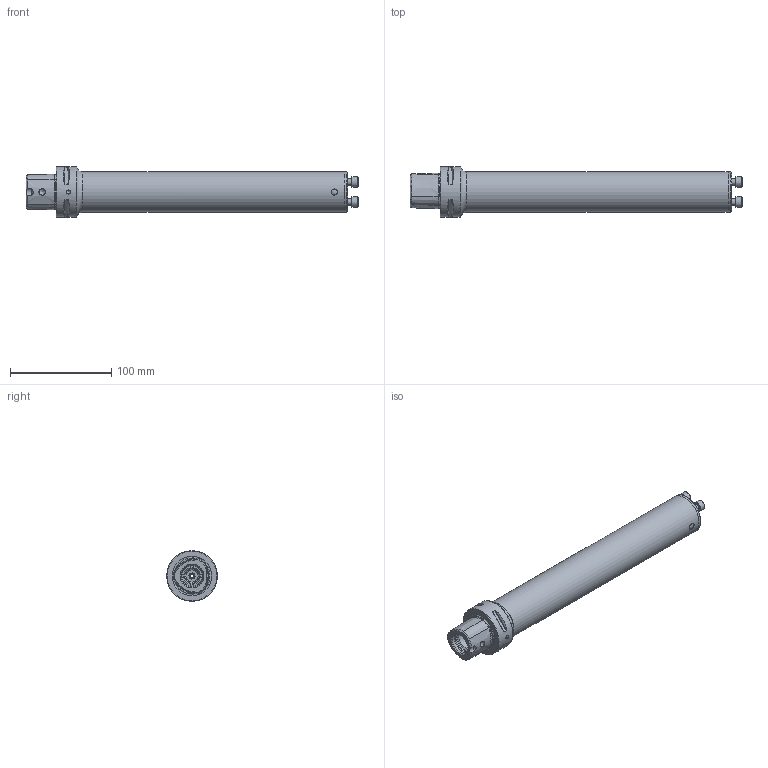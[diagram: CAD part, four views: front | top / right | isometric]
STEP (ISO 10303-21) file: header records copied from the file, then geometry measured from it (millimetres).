
FILE_DESCRIPTION (( 'STEP AP214' ), '1' );
FILE_NAME ('PS5.WK1.WD4.328.STEP', '2022-06-14T07:09:49', ( '' ), ( '' ), 'SwSTEP 2.0', 'SolidWorks 2017', '' );
FILE_SCHEMA (( 'AUTOMOTIVE_DESIGN' ));
Length unit declared in the file: millimetre
Products named in the file (12): PS5-WD4.125.285_A_mit Stiftbohrung; WD4-ER1.034.112_A; WD4-ER1.011.107_A; DIN 3771 - 31x2; DIN 6325_ø6x16-m6_2x6; WD4-ER1.035.019_A; ISO 4762 - M6 x 16; DIN 3771 - 6x1; DIN 3771 - 13x4; WD4-BG1.035.125; WD4-WK1.040.003_A; PS5.WK1.WD4.328
Assembly tree (17 placements, depth 3):
  PS5.WK1.WD4.328
    PS5-WD4.125.285_A_mit Stiftbohrung
    WD4-BG1.035.125
      WD4-ER1.011.107_A
      WD4-ER1.035.019_A  x2
      DIN 3771 - 13x4  x2
      DIN 3771 - 31x2  x2
      WD4-ER1.034.112_A
    WD4-WK1.040.003_A
    DIN 3771 - 6x1
    DIN 6325_ø6x16-m6_2x6  x2
    ISO 4762 - M6 x 16  x3
Bounding box: 328.4 x 50 x 50 mm (x, y, z)
Volume: 364498.9 mm3; surface area: 108802.1 mm2
Topology: 16 solids, 16 shells, 530 faces, 1316 edges, 827 vertices
Faces by surface type: plane 266, cylinder 120, cone 96, torus 44, sphere 4
Full cylindrical faces by diameter (mm): 4 x1, 4.2 x1, 5 x4, 6 x12, 6.1 x2, 7 x2, 7.4 x1, 8 x2, 8.5 x4, 10 x3, 11 x1, 12 x2, 13 x2, 14 x2, 14.5 x1, 21 x4, 24 x1, 31.8 x2, 34 x1, 34.7 x1, 35 x5, 35.2 x2, 40 x2, 50 x1
Entity records: 15580 total; most frequent: CARTESIAN_POINT 5218, ORIENTED_EDGE 1996, DIRECTION 1852, EDGE_CURVE 998, AXIS2_PLACEMENT_3D 778, VERTEX_POINT 706, EDGE_LOOP 610, FACE_OUTER_BOUND 517
